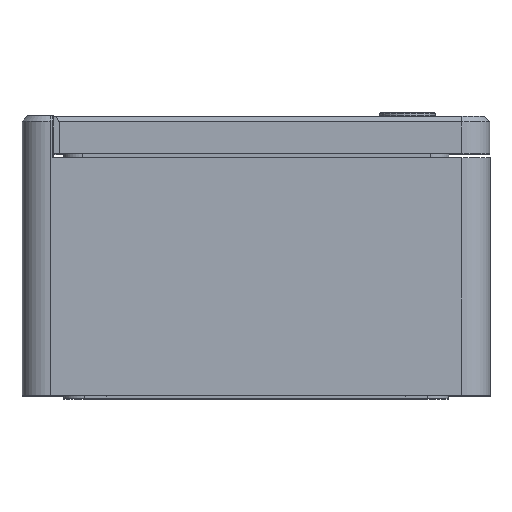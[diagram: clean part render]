
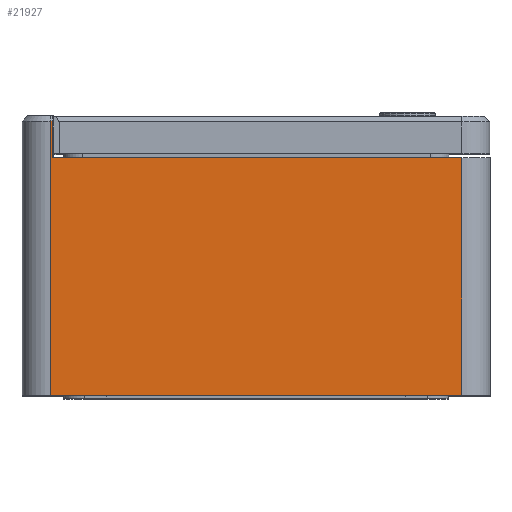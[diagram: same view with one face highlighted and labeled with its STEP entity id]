
A CAD part, top view. The second image highlights one B-rep face of the part: STEP entity #21927.
In plain terms, the highlighted planar face has unit normal (0, 0, 1).
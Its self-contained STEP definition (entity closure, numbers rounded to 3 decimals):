
#1226 = EDGE_CURVE ( 'NONE', #30545, #25709, #23853, .T. ) ;
#1580 = LINE ( 'NONE', #4571, #24724 ) ;
#1852 = CARTESIAN_POINT ( 'NONE',  ( 110., 127., 175. ) ) ;
#2615 = DIRECTION ( 'NONE',  ( 1., 0., 0. ) ) ;
#3205 = LINE ( 'NONE', #8119, #25279 ) ;
#4388 = CARTESIAN_POINT ( 'NONE',  ( -109., 146.5, 175. ) ) ;
#4571 = CARTESIAN_POINT ( 'NONE',  ( -109., 127., 175. ) ) ;
#5644 = VERTEX_POINT ( 'NONE', #35109 ) ;
#5683 = EDGE_CURVE ( 'NONE', #13149, #16114, #1580, .T. ) ;
#6113 = EDGE_CURVE ( 'NONE', #5644, #12219, #21341, .T. ) ;
#6359 = LINE ( 'NONE', #28260, #24268 ) ;
#6952 = DIRECTION ( 'NONE',  ( -1., 0., 0. ) ) ;
#7076 = CARTESIAN_POINT ( 'NONE',  ( 110., 146.5, 175. ) ) ;
#8119 = CARTESIAN_POINT ( 'NONE',  ( 110., 0., 175. ) ) ;
#10213 = CARTESIAN_POINT ( 'NONE',  ( -110., 0., 175. ) ) ;
#10298 = FACE_OUTER_BOUND ( 'NONE', #35246, .T. ) ;
#10666 = DIRECTION ( 'NONE',  ( 0., -1., 0. ) ) ;
#11774 = EDGE_CURVE ( 'NONE', #25709, #12219, #3205, .T. ) ;
#12219 = VERTEX_POINT ( 'NONE', #12578 ) ;
#12578 = CARTESIAN_POINT ( 'NONE',  ( 110., 0., 175. ) ) ;
#13126 = PLANE ( 'NONE',  #33765 ) ;
#13149 = VERTEX_POINT ( 'NONE', #16232 ) ;
#13430 = LINE ( 'NONE', #7076, #27743 ) ;
#16114 = VERTEX_POINT ( 'NONE', #4388 ) ;
#16173 = DIRECTION ( 'NONE',  ( 0., -1., 0. ) ) ;
#16232 = CARTESIAN_POINT ( 'NONE',  ( -109., 127., 175. ) ) ;
#16411 = ORIENTED_EDGE ( 'NONE', *, *, #25019, .F. ) ;
#18669 = DIRECTION ( 'NONE',  ( -1., 0., 0. ) ) ;
#19157 = ORIENTED_EDGE ( 'NONE', *, *, #20703, .T. ) ;
#19532 = DIRECTION ( 'NONE',  ( 1., 0., 0. ) ) ;
#20703 = EDGE_CURVE ( 'NONE', #16114, #30545, #13430, .T. ) ;
#20977 = DIRECTION ( 'NONE',  ( 0., 0., -1. ) ) ;
#21230 = CARTESIAN_POINT ( 'NONE',  ( -110., 127., 175. ) ) ;
#21341 = LINE ( 'NONE', #1852, #35548 ) ;
#21361 = CARTESIAN_POINT ( 'NONE',  ( -110., 146.5, 175. ) ) ;
#21927 = ADVANCED_FACE ( 'NONE', ( #10298 ), #13126, .F. ) ;
#21972 = VECTOR ( 'NONE', #16173, 1000. ) ;
#22758 = ORIENTED_EDGE ( 'NONE', *, *, #6113, .F. ) ;
#23853 = LINE ( 'NONE', #21230, #21972 ) ;
#23969 = CARTESIAN_POINT ( 'NONE',  ( 110., 127., 175. ) ) ;
#24268 = VECTOR ( 'NONE', #2615, 1000. ) ;
#24724 = VECTOR ( 'NONE', #35456, 1000. ) ;
#25019 = EDGE_CURVE ( 'NONE', #13149, #5644, #6359, .T. ) ;
#25279 = VECTOR ( 'NONE', #19532, 1000. ) ;
#25709 = VERTEX_POINT ( 'NONE', #10213 ) ;
#27671 = ORIENTED_EDGE ( 'NONE', *, *, #5683, .T. ) ;
#27743 = VECTOR ( 'NONE', #18669, 1000. ) ;
#28260 = CARTESIAN_POINT ( 'NONE',  ( 110., 127., 175. ) ) ;
#30082 = ORIENTED_EDGE ( 'NONE', *, *, #1226, .T. ) ;
#30545 = VERTEX_POINT ( 'NONE', #21361 ) ;
#33765 = AXIS2_PLACEMENT_3D ( 'NONE', #23969, #20977, #6952 ) ;
#35109 = CARTESIAN_POINT ( 'NONE',  ( 110., 127., 175. ) ) ;
#35246 = EDGE_LOOP ( 'NONE', ( #16411, #27671, #19157, #30082, #36487, #22758 ) ) ;
#35456 = DIRECTION ( 'NONE',  ( 0., 1., 0. ) ) ;
#35548 = VECTOR ( 'NONE', #10666, 1000. ) ;
#36487 = ORIENTED_EDGE ( 'NONE', *, *, #11774, .T. ) ;
